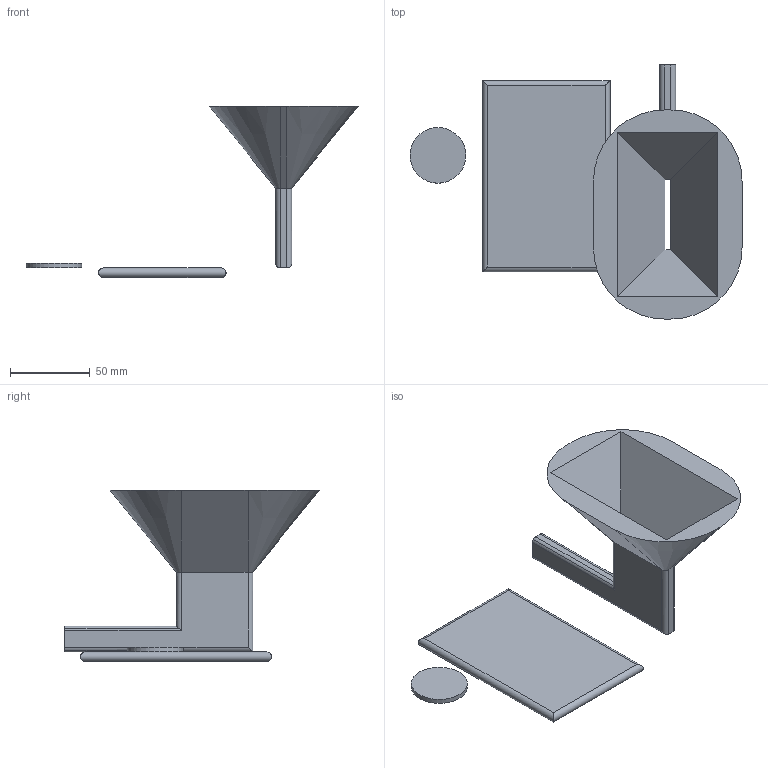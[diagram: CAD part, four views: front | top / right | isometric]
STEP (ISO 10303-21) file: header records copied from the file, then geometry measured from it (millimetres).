
FILE_DESCRIPTION(/* description */ ('STEP AP242','CAx-IF Rec.Pracs.---Representation and Presentation of Product Manufacturing Information (PMI)---4.0---2014-10-13','CAx-IF Rec.Pracs.---3D Tessellated Geometry---0.4---2014-09-14','2;1'),/* implementation_level */ '2;1');
FILE_NAME(/* name */ '6884edf9a6ede90d6601aad3',/* time_stamp */ '2025-07-26T15:02:18Z',/* author */ (''),/* organization */ (''),/* preprocessor_version */ 'ST-DEVELOPER v20',/* originating_system */ 'ONSHAPE BY PTC INC, 1.201',/* authorisation */ ' ');
FILE_SCHEMA (('AP242_MANAGED_MODEL_BASED_3D_ENGINEERING_MIM_LF { 1 0 10303 442 1 1 4 }'));
Length unit declared in the file: metre
Products named in the file (3): Part 2; Part 1; Part 3
Bounding box: 208.43 x 159.62 x 107.4 mm (x, y, z)
Volume: 173316.4 mm3; surface area: 72357 mm2
Topology: 3 solids, 3 shells, 48 faces, 109 edges, 66 vertices
Faces by surface type: plane 31, cylinder 13, cone 4
Full cylindrical faces by diameter (mm): 35 x1
Entity records: 1392 total; most frequent: DIRECTION 232, CARTESIAN_POINT 225, ORIENTED_EDGE 216, EDGE_CURVE 108, LINE 86, VECTOR 86, AXIS2_PLACEMENT_3D 73, VERTEX_POINT 66
